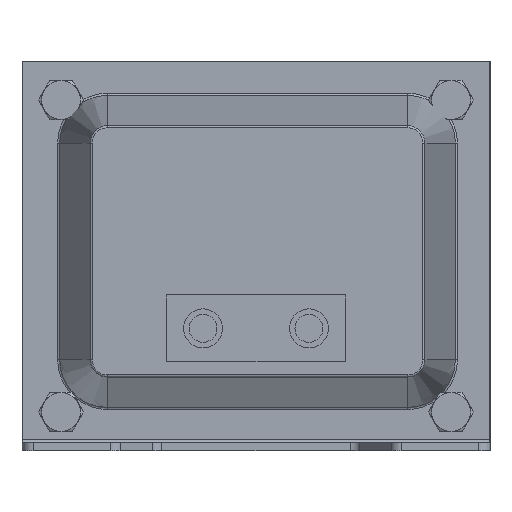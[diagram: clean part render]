
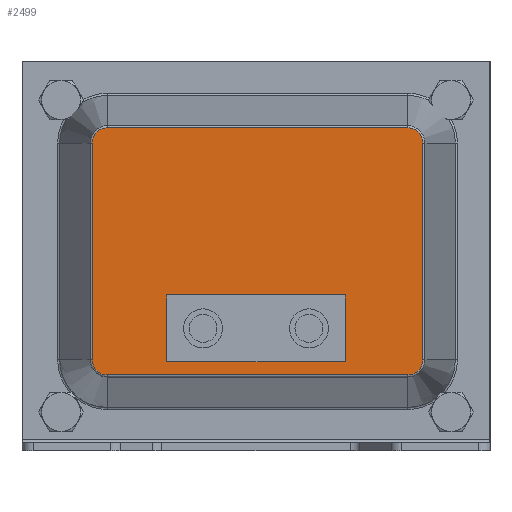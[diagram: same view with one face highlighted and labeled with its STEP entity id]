
A CAD part, front view. The second image highlights one B-rep face of the part: STEP entity #2499.
In plain terms, the highlighted face is planar.
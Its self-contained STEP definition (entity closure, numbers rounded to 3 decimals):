
#182=FACE_BOUND('',#541,.T.);
#252=CIRCLE('',#2858,2.728);
#256=CIRCLE('',#2863,2.728);
#260=CIRCLE('',#2870,2.728);
#264=CIRCLE('',#2875,2.728);
#385=FACE_OUTER_BOUND('',#540,.T.);
#540=EDGE_LOOP('',(#1898,#1899,#1900,#1901,#1902,#1903,#1904,#1905));
#541=EDGE_LOOP('',(#1906,#1907,#1908,#1909));
#719=LINE('',#3977,#917);
#723=LINE('',#3985,#921);
#726=LINE('',#3991,#924);
#729=LINE('',#3996,#927);
#751=LINE('',#4076,#949);
#753=LINE('',#4096,#951);
#756=LINE('',#4103,#954);
#758=LINE('',#4118,#956);
#917=VECTOR('',#3235,10.);
#921=VECTOR('',#3241,10.);
#924=VECTOR('',#3246,10.);
#927=VECTOR('',#3251,10.);
#949=VECTOR('',#3335,10.);
#951=VECTOR('',#3359,10.);
#954=VECTOR('',#3366,10.);
#956=VECTOR('',#3386,10.);
#1104=VERTEX_POINT('',#3975);
#1105=VERTEX_POINT('',#3976);
#1108=VERTEX_POINT('',#3984);
#1110=VERTEX_POINT('',#3990);
#1137=VERTEX_POINT('',#4073);
#1138=VERTEX_POINT('',#4075);
#1141=VERTEX_POINT('',#4082);
#1142=VERTEX_POINT('',#4087);
#1145=VERTEX_POINT('',#4094);
#1146=VERTEX_POINT('',#4099);
#1149=VERTEX_POINT('',#4106);
#1150=VERTEX_POINT('',#4111);
#1348=EDGE_CURVE('',#1104,#1105,#719,.T.);
#1352=EDGE_CURVE('',#1108,#1104,#723,.T.);
#1355=EDGE_CURVE('',#1110,#1108,#726,.T.);
#1358=EDGE_CURVE('',#1105,#1110,#729,.T.);
#1397=EDGE_CURVE('',#1137,#1138,#751,.T.);
#1401=EDGE_CURVE('',#1141,#1137,#252,.T.);
#1405=EDGE_CURVE('',#1138,#1142,#256,.T.);
#1407=EDGE_CURVE('',#1145,#1141,#753,.T.);
#1411=EDGE_CURVE('',#1142,#1146,#756,.T.);
#1413=EDGE_CURVE('',#1149,#1145,#260,.T.);
#1417=EDGE_CURVE('',#1146,#1150,#264,.T.);
#1419=EDGE_CURVE('',#1150,#1149,#758,.T.);
#1898=ORIENTED_EDGE('',*,*,#1397,.F.);
#1899=ORIENTED_EDGE('',*,*,#1401,.F.);
#1900=ORIENTED_EDGE('',*,*,#1407,.F.);
#1901=ORIENTED_EDGE('',*,*,#1413,.F.);
#1902=ORIENTED_EDGE('',*,*,#1419,.F.);
#1903=ORIENTED_EDGE('',*,*,#1417,.F.);
#1904=ORIENTED_EDGE('',*,*,#1411,.F.);
#1905=ORIENTED_EDGE('',*,*,#1405,.F.);
#1906=ORIENTED_EDGE('',*,*,#1348,.T.);
#1907=ORIENTED_EDGE('',*,*,#1358,.T.);
#1908=ORIENTED_EDGE('',*,*,#1355,.T.);
#1909=ORIENTED_EDGE('',*,*,#1352,.T.);
#2277=PLANE('',#2883);
#2499=ADVANCED_FACE('',(#385,#182),#2277,.T.);
#2858=AXIS2_PLACEMENT_3D('',#4084,#3343,#3344);
#2863=AXIS2_PLACEMENT_3D('',#4091,#3353,#3354);
#2870=AXIS2_PLACEMENT_3D('',#4108,#3371,#3372);
#2875=AXIS2_PLACEMENT_3D('',#4115,#3381,#3382);
#2883=AXIS2_PLACEMENT_3D('',#4137,#3406,#3407);
#3235=DIRECTION('',(0.,0.,-1.));
#3241=DIRECTION('',(-1.,0.,0.));
#3246=DIRECTION('',(0.,0.,1.));
#3251=DIRECTION('',(1.,0.,0.));
#3335=DIRECTION('',(1.,0.,0.));
#3343=DIRECTION('center_axis',(0.,-1.,0.));
#3344=DIRECTION('ref_axis',(-0.707,0.,-0.707));
#3353=DIRECTION('center_axis',(0.,-1.,0.));
#3354=DIRECTION('ref_axis',(0.707,0.,-0.707));
#3359=DIRECTION('',(0.,0.,-1.));
#3366=DIRECTION('',(0.,0.,1.));
#3371=DIRECTION('center_axis',(0.,-1.,0.));
#3372=DIRECTION('ref_axis',(-0.707,0.,0.707));
#3381=DIRECTION('center_axis',(0.,-1.,0.));
#3382=DIRECTION('ref_axis',(0.707,0.,0.707));
#3386=DIRECTION('',(-1.,0.,0.));
#3406=DIRECTION('center_axis',(0.,1.,0.));
#3407=DIRECTION('ref_axis',(0.,0.,1.));
#3975=CARTESIAN_POINT('',(-28.007,33.,58.));
#3976=CARTESIAN_POINT('',(-28.007,33.,26.));
#3977=CARTESIAN_POINT('',(-28.007,33.,49.862));
#3984=CARTESIAN_POINT('',(-16.007,33.,58.));
#3985=CARTESIAN_POINT('',(-25.917,33.,58.));
#3990=CARTESIAN_POINT('',(-16.007,33.,26.));
#3991=CARTESIAN_POINT('',(-16.007,33.,33.862));
#3996=CARTESIAN_POINT('',(-31.917,33.,26.));
#4073=CARTESIAN_POINT('',(-55.278,33.,12.044));
#4075=CARTESIAN_POINT('',(-16.374,33.,12.044));
#4076=CARTESIAN_POINT('',(-26.1,33.,12.044));
#4082=CARTESIAN_POINT('',(-58.007,33.,14.772));
#4084=CARTESIAN_POINT('Origin',(-55.278,33.,14.772));
#4087=CARTESIAN_POINT('',(-13.646,33.,14.772));
#4091=CARTESIAN_POINT('Origin',(-16.374,33.,14.772));
#4094=CARTESIAN_POINT('',(-58.007,33.,68.676));
#4096=CARTESIAN_POINT('',(-58.007,33.,28.248));
#4099=CARTESIAN_POINT('',(-13.646,33.,68.676));
#4103=CARTESIAN_POINT('',(-13.646,33.,55.2));
#4106=CARTESIAN_POINT('',(-55.278,33.,71.405));
#4108=CARTESIAN_POINT('Origin',(-55.278,33.,68.676));
#4111=CARTESIAN_POINT('',(-16.374,33.,71.405));
#4115=CARTESIAN_POINT('Origin',(-16.374,33.,68.676));
#4118=CARTESIAN_POINT('',(-45.552,33.,71.405));
#4137=CARTESIAN_POINT('Origin',(-35.826,33.,41.724));
